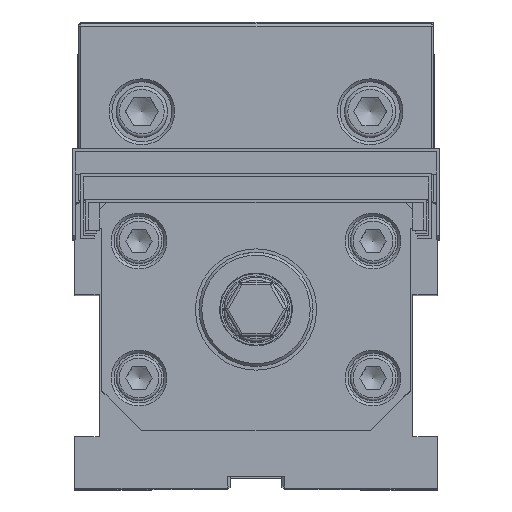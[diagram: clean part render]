
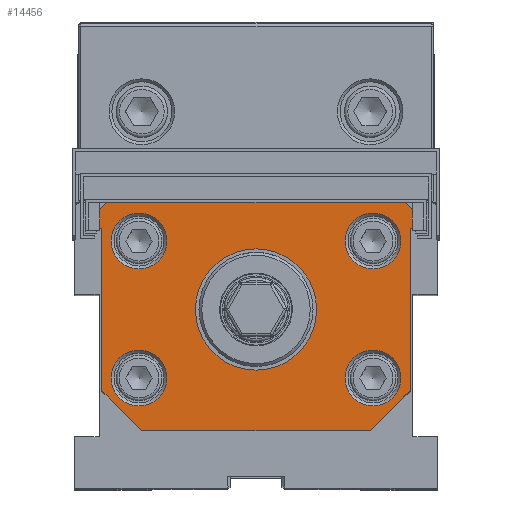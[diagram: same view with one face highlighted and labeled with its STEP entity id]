
A CAD part, top view. The second image highlights one B-rep face of the part: STEP entity #14456.
In plain terms, the highlighted face is planar.
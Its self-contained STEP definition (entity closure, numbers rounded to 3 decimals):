
#839=FACE_BOUND($,#3369,.T.);
#840=FACE_BOUND($,#3370,.T.);
#841=FACE_BOUND($,#3371,.T.);
#842=FACE_BOUND($,#3372,.T.);
#843=FACE_BOUND($,#3373,.T.);
#1345=PLANE($,#15825);
#2177=FACE_OUTER_BOUND($,#3368,.T.);
#3368=EDGE_LOOP($,(#12681,#12682,#12683,#12684,#12685,#12686,#12687,#12688,
#12689,#12690,#12691,#12692));
#3369=EDGE_LOOP($,(#12693));
#3370=EDGE_LOOP($,(#12694));
#3371=EDGE_LOOP($,(#12695));
#3372=EDGE_LOOP($,(#12696));
#3373=EDGE_LOOP($,(#12697));
#4099=CIRCLE($,#15824,9.75);
#4100=CIRCLE($,#15826,9.75);
#4101=CIRCLE($,#15827,9.75);
#4102=CIRCLE($,#15828,9.75);
#4103=CIRCLE($,#15829,21.25);
#5103=LINE($,#23976,#6393);
#5104=LINE($,#23978,#6394);
#5105=LINE($,#23980,#6395);
#5106=LINE($,#23982,#6396);
#5107=LINE($,#23984,#6397);
#5108=LINE($,#23986,#6398);
#5109=LINE($,#23988,#6399);
#5110=LINE($,#23990,#6400);
#5111=LINE($,#23992,#6401);
#5112=LINE($,#23994,#6402);
#5113=LINE($,#23996,#6403);
#5114=LINE($,#23997,#6404);
#6393=VECTOR($,#19279,8.485);
#6394=VECTOR($,#19280,104.5);
#6395=VECTOR($,#19281,8.485);
#6396=VECTOR($,#19282,3.);
#6397=VECTOR($,#19283,4.25);
#6398=VECTOR($,#19284,57.);
#6399=VECTOR($,#19285,19.799);
#6400=VECTOR($,#19286,80.);
#6401=VECTOR($,#19287,19.799);
#6402=VECTOR($,#19288,57.);
#6403=VECTOR($,#19289,4.25);
#6404=VECTOR($,#19290,3.);
#7735=VERTEX_POINT($,#23971);
#7736=VERTEX_POINT($,#23974);
#7737=VERTEX_POINT($,#23975);
#7738=VERTEX_POINT($,#23977);
#7739=VERTEX_POINT($,#23979);
#7740=VERTEX_POINT($,#23981);
#7741=VERTEX_POINT($,#23983);
#7742=VERTEX_POINT($,#23985);
#7743=VERTEX_POINT($,#23987);
#7744=VERTEX_POINT($,#23989);
#7745=VERTEX_POINT($,#23991);
#7746=VERTEX_POINT($,#23993);
#7747=VERTEX_POINT($,#23995);
#7748=VERTEX_POINT($,#23998);
#7749=VERTEX_POINT($,#24000);
#7750=VERTEX_POINT($,#24002);
#7751=VERTEX_POINT($,#24004);
#9428=EDGE_CURVE($,#7735,#7735,#4099,.T.);
#9429=EDGE_CURVE($,#7736,#7737,#5103,.T.);
#9430=EDGE_CURVE($,#7738,#7737,#5104,.T.);
#9431=EDGE_CURVE($,#7738,#7739,#5105,.T.);
#9432=EDGE_CURVE($,#7740,#7739,#5106,.T.);
#9433=EDGE_CURVE($,#7741,#7740,#5107,.T.);
#9434=EDGE_CURVE($,#7742,#7741,#5108,.T.);
#9435=EDGE_CURVE($,#7743,#7742,#5109,.T.);
#9436=EDGE_CURVE($,#7744,#7743,#5110,.T.);
#9437=EDGE_CURVE($,#7745,#7744,#5111,.T.);
#9438=EDGE_CURVE($,#7746,#7745,#5112,.T.);
#9439=EDGE_CURVE($,#7747,#7746,#5113,.T.);
#9440=EDGE_CURVE($,#7736,#7747,#5114,.T.);
#9441=EDGE_CURVE($,#7748,#7748,#4100,.T.);
#9442=EDGE_CURVE($,#7749,#7749,#4101,.T.);
#9443=EDGE_CURVE($,#7750,#7750,#4102,.T.);
#9444=EDGE_CURVE($,#7751,#7751,#4103,.T.);
#12681=ORIENTED_EDGE($,*,*,#9429,.T.);
#12682=ORIENTED_EDGE($,*,*,#9430,.F.);
#12683=ORIENTED_EDGE($,*,*,#9431,.T.);
#12684=ORIENTED_EDGE($,*,*,#9432,.F.);
#12685=ORIENTED_EDGE($,*,*,#9433,.F.);
#12686=ORIENTED_EDGE($,*,*,#9434,.F.);
#12687=ORIENTED_EDGE($,*,*,#9435,.F.);
#12688=ORIENTED_EDGE($,*,*,#9436,.F.);
#12689=ORIENTED_EDGE($,*,*,#9437,.F.);
#12690=ORIENTED_EDGE($,*,*,#9438,.F.);
#12691=ORIENTED_EDGE($,*,*,#9439,.F.);
#12692=ORIENTED_EDGE($,*,*,#9440,.F.);
#12693=ORIENTED_EDGE($,*,*,#9441,.F.);
#12694=ORIENTED_EDGE($,*,*,#9428,.F.);
#12695=ORIENTED_EDGE($,*,*,#9442,.F.);
#12696=ORIENTED_EDGE($,*,*,#9443,.F.);
#12697=ORIENTED_EDGE($,*,*,#9444,.T.);
#14456=ADVANCED_FACE($,(#2177,#839,#840,#841,#842,#843),#1345,.F.);
#15824=AXIS2_PLACEMENT_3D($,#23972,#19275,#19276);
#15825=AXIS2_PLACEMENT_3D($,#23973,#19277,#19278);
#15826=AXIS2_PLACEMENT_3D($,#23999,#19291,#19292);
#15827=AXIS2_PLACEMENT_3D($,#24001,#19293,#19294);
#15828=AXIS2_PLACEMENT_3D($,#24003,#19295,#19296);
#15829=AXIS2_PLACEMENT_3D($,#24005,#19297,#19298);
#19275=DIRECTION('center_axis',(0.,0.,-1.));
#19276=DIRECTION('ref_axis',(-1.,0.,0.));
#19277=DIRECTION('center_axis',(0.,0.,1.));
#19278=DIRECTION('ref_axis',(1.,0.,0.));
#19279=DIRECTION($,(0.707,0.707,0.));
#19280=DIRECTION($,(-1.,0.,0.));
#19281=DIRECTION($,(0.707,-0.707,0.));
#19282=DIRECTION($,(0.,1.,0.));
#19283=DIRECTION($,(1.,0.,0.));
#19284=DIRECTION($,(0.,1.,0.));
#19285=DIRECTION($,(0.707,0.707,0.));
#19286=DIRECTION($,(1.,0.,0.));
#19287=DIRECTION($,(0.707,-0.707,0.));
#19288=DIRECTION($,(0.,-1.,0.));
#19289=DIRECTION($,(1.,0.,0.));
#19290=DIRECTION($,(0.,-1.,0.));
#19291=DIRECTION('center_axis',(0.,0.,-1.));
#19292=DIRECTION('ref_axis',(-1.,0.,0.));
#19293=DIRECTION('center_axis',(0.,0.,-1.));
#19294=DIRECTION('ref_axis',(-1.,0.,0.));
#19295=DIRECTION('center_axis',(0.,0.,-1.));
#19296=DIRECTION('ref_axis',(-1.,0.,0.));
#19297=DIRECTION('center_axis',(0.,0.,1.));
#19298=DIRECTION('ref_axis',(1.,0.,0.));
#23971=CARTESIAN_POINT('',(50.75,-24.,0.));
#23972=CARTESIAN_POINT('Origin',(41.,-24.,0.));
#23973=CARTESIAN_POINT('Origin',(56.125,33.,0.));
#23974=CARTESIAN_POINT('',(-58.25,31.5,0.));
#23975=CARTESIAN_POINT('',(-52.25,37.5,0.));
#23976=CARTESIAN_POINT($,(-26.281,63.469,0.));
#23977=CARTESIAN_POINT('',(52.25,37.5,0.));
#23978=CARTESIAN_POINT($,(-52.25,37.5,0.));
#23979=CARTESIAN_POINT('',(58.25,31.5,0.));
#23980=CARTESIAN_POINT($,(57.344,32.406,0.));
#23981=CARTESIAN_POINT('',(58.25,28.5,0.));
#23982=CARTESIAN_POINT($,(58.25,28.5,0.));
#23983=CARTESIAN_POINT('',(54.,28.5,0.));
#23984=CARTESIAN_POINT($,(54.,28.5,0.));
#23985=CARTESIAN_POINT('',(54.,-28.5,0.));
#23986=CARTESIAN_POINT($,(54.,-28.5,0.));
#23987=CARTESIAN_POINT('',(40.,-42.5,0.));
#23988=CARTESIAN_POINT($,(40.,-42.5,0.));
#23989=CARTESIAN_POINT('',(-40.,-42.5,0.));
#23990=CARTESIAN_POINT($,(-40.,-42.5,0.));
#23991=CARTESIAN_POINT('',(-54.,-28.5,0.));
#23992=CARTESIAN_POINT($,(-54.,-28.5,0.));
#23993=CARTESIAN_POINT('',(-54.,28.5,0.));
#23994=CARTESIAN_POINT($,(-54.,37.5,0.));
#23995=CARTESIAN_POINT('',(-58.25,28.5,0.));
#23996=CARTESIAN_POINT($,(-58.25,28.5,0.));
#23997=CARTESIAN_POINT($,(-58.25,37.5,0.));
#23998=CARTESIAN_POINT('',(-31.25,24.,0.));
#23999=CARTESIAN_POINT('Origin',(-41.,24.,0.));
#24000=CARTESIAN_POINT('',(50.75,24.,0.));
#24001=CARTESIAN_POINT('Origin',(41.,24.,0.));
#24002=CARTESIAN_POINT('',(-31.25,-24.,0.));
#24003=CARTESIAN_POINT('Origin',(-41.,-24.,0.));
#24004=CARTESIAN_POINT('',(21.25,0.,0.));
#24005=CARTESIAN_POINT('Origin',(0.,0.,0.));
